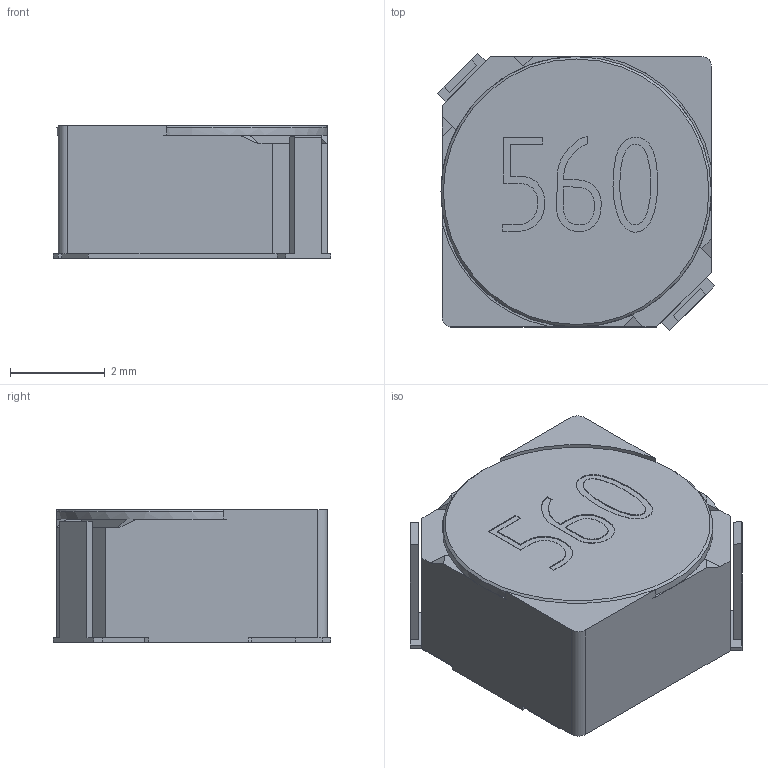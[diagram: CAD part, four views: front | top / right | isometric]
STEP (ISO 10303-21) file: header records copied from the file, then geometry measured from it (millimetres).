
FILE_DESCRIPTION(/* description */ ('Unknown'),/* implementation_level */ '2;1');
FILE_NAME(/* name */ 'HA66-530',/* time_stamp */ '2021-11-15T11:23:55+08:00',/* author */ ('Unknown'),/* organization */ ('Unknown'),/* preprocessor_version */ 'ST-DEVELOPER v16.7',/* originating_system */ 'Solid Edge',/* authorisation */ 'Unknown');
FILE_SCHEMA (('AUTOMOTIVE_DESIGN {1 0 10303 214 3 1 1}'));
Length unit declared in the file: millimetre
Products named in the file (1): HA66-530
Bounding box: 5.85 x 5.85 x 2.8 mm (x, y, z)
Volume: 84.7 mm3; surface area: 178.8 mm2
Topology: 1 solids, 1 shells, 113 faces, 298 edges, 190 vertices
Faces by surface type: plane 87, cylinder 15, bspline 10, cone 1
Full cylindrical faces by diameter (mm): 5.7 x1
Entity records: 4633 total; most frequent: CARTESIAN_POINT 1097, ORIENTED_EDGE 586, DIRECTION 515, EDGE_CURVE 293, LINE 221, VECTOR 221, VERTEX_POINT 189, AXIS2_PLACEMENT_3D 147
